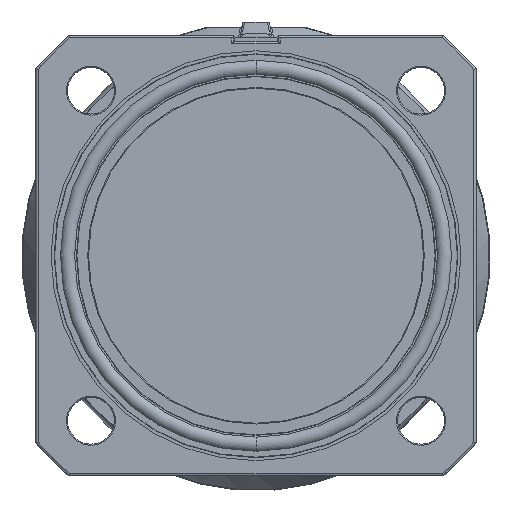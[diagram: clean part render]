
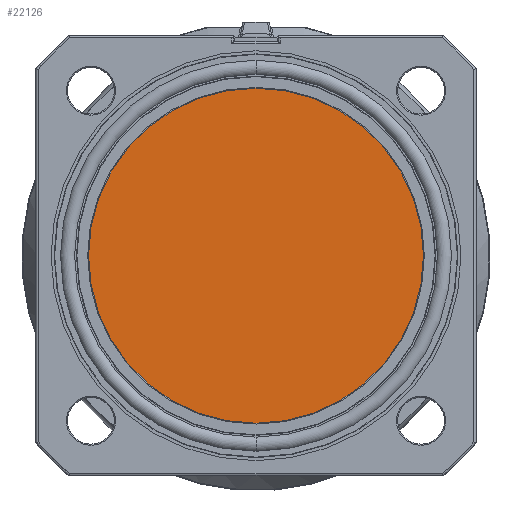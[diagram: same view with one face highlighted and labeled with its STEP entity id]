
A CAD part, top view. The second image highlights one B-rep face of the part: STEP entity #22126.
In plain terms, the highlighted planar face has unit normal (0, 0, 1).
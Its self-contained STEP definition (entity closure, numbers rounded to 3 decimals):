
#8307=CARTESIAN_POINT('',(0.,0.,0.));
#8308=DIRECTION('',(0.,0.,-1.));
#8309=DIRECTION('',(0.,-1.,0.));
#8310=AXIS2_PLACEMENT_3D('',#8307,#8308,#8309);
#8312=CARTESIAN_POINT('',(0.,0.,0.));
#8313=DIRECTION('',(0.,0.,-1.));
#8314=DIRECTION('',(0.,1.,0.));
#8315=AXIS2_PLACEMENT_3D('',#8312,#8313,#8314);
#9179=CARTESIAN_POINT('',(0.,-15.223,0.));
#9180=CARTESIAN_POINT('',(0.,15.223,0.));
#9181=VERTEX_POINT('',#9179);
#9182=VERTEX_POINT('',#9180);
#22116=CARTESIAN_POINT('',(0.,0.,0.));
#22117=DIRECTION('',(0.,0.,-1.));
#22118=DIRECTION('',(0.,-1.,0.));
#22119=AXIS2_PLACEMENT_3D('',#22116,#22117,#22118);
#22120=PLANE('',#22119);
#22122=ORIENTED_EDGE('',*,*,#22121,.T.);
#22123=ORIENTED_EDGE('',*,*,#22106,.T.);
#22124=EDGE_LOOP('',(#22122,#22123));
#22125=FACE_OUTER_BOUND('',#22124,.F.);
#8311=CIRCLE('',#8310,15.223);
#8316=CIRCLE('',#8315,15.223);
#22106=EDGE_CURVE('',#9182,#9181,#8316,.T.);
#22121=EDGE_CURVE('',#9181,#9182,#8311,.T.);
#22126=ADVANCED_FACE('',(#22125),#22120,.F.);
